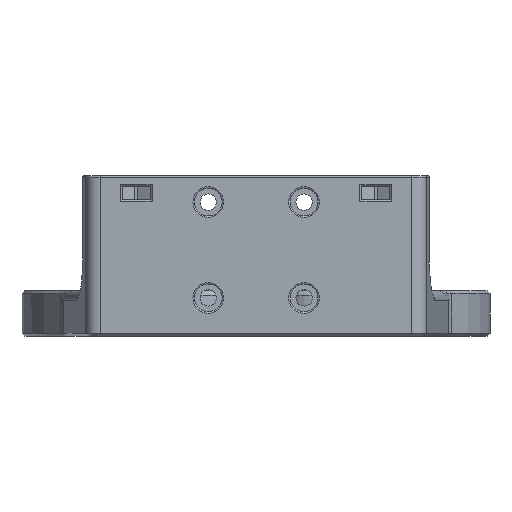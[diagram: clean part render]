
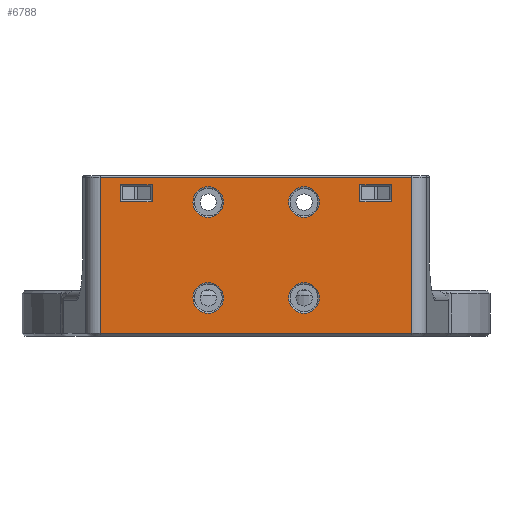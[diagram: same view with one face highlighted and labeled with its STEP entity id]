
A CAD part, front view. The second image highlights one B-rep face of the part: STEP entity #6788.
In plain terms, the highlighted planar face has unit normal (0, -1, 0).
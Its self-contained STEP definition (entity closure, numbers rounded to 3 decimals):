
#62=FACE_BOUND('',#983,.T.);
#63=FACE_BOUND('',#984,.T.);
#64=FACE_BOUND('',#985,.T.);
#65=FACE_BOUND('',#986,.T.);
#66=FACE_BOUND('',#987,.T.);
#67=FACE_BOUND('',#988,.T.);
#196=PLANE('',#7205);
#568=FACE_OUTER_BOUND('',#982,.T.);
#982=EDGE_LOOP('',(#5485,#5486,#5487,#5488));
#983=EDGE_LOOP('',(#5489,#5490,#5491,#5492));
#984=EDGE_LOOP('',(#5493));
#985=EDGE_LOOP('',(#5494));
#986=EDGE_LOOP('',(#5495));
#987=EDGE_LOOP('',(#5496));
#988=EDGE_LOOP('',(#5497,#5498,#5499,#5500));
#1241=CIRCLE('',#7206,3.2);
#1242=CIRCLE('',#7207,3.2);
#1243=CIRCLE('',#7208,3.2);
#1244=CIRCLE('',#7209,3.2);
#2060=LINE('',#14163,#2583);
#2063=LINE('',#14169,#2586);
#2066=LINE('',#14173,#2589);
#2067=LINE('',#14175,#2590);
#2068=LINE('',#14179,#2591);
#2069=LINE('',#14181,#2592);
#2070=LINE('',#14183,#2593);
#2071=LINE('',#14184,#2594);
#2072=LINE('',#14187,#2595);
#2073=LINE('',#14189,#2596);
#2074=LINE('',#14191,#2597);
#2075=LINE('',#14192,#2598);
#2583=VECTOR('',#8312,10.);
#2586=VECTOR('',#8317,10.);
#2589=VECTOR('',#8322,10.);
#2590=VECTOR('',#8325,10.);
#2591=VECTOR('',#8328,10.);
#2592=VECTOR('',#8329,10.);
#2593=VECTOR('',#8330,10.);
#2594=VECTOR('',#8331,10.);
#2595=VECTOR('',#8332,10.);
#2596=VECTOR('',#8333,10.);
#2597=VECTOR('',#8334,10.);
#2598=VECTOR('',#8335,10.);
#3178=VERTEX_POINT('',#14161);
#3179=VERTEX_POINT('',#14162);
#3180=VERTEX_POINT('',#14167);
#3181=VERTEX_POINT('',#14168);
#3182=VERTEX_POINT('',#14177);
#3183=VERTEX_POINT('',#14178);
#3184=VERTEX_POINT('',#14180);
#3185=VERTEX_POINT('',#14182);
#3186=VERTEX_POINT('',#14185);
#3187=VERTEX_POINT('',#14186);
#3188=VERTEX_POINT('',#14188);
#3189=VERTEX_POINT('',#14190);
#3190=VERTEX_POINT('',#14193);
#3191=VERTEX_POINT('',#14195);
#3192=VERTEX_POINT('',#14197);
#3193=VERTEX_POINT('',#14199);
#4030=EDGE_CURVE('',#3178,#3179,#2060,.T.);
#4033=EDGE_CURVE('',#3180,#3181,#2063,.T.);
#4036=EDGE_CURVE('',#3181,#3178,#2066,.T.);
#4037=EDGE_CURVE('',#3179,#3180,#2067,.T.);
#4038=EDGE_CURVE('',#3182,#3183,#2068,.T.);
#4039=EDGE_CURVE('',#3184,#3182,#2069,.T.);
#4040=EDGE_CURVE('',#3185,#3184,#2070,.T.);
#4041=EDGE_CURVE('',#3183,#3185,#2071,.T.);
#4042=EDGE_CURVE('',#3186,#3187,#2072,.T.);
#4043=EDGE_CURVE('',#3188,#3186,#2073,.T.);
#4044=EDGE_CURVE('',#3189,#3188,#2074,.T.);
#4045=EDGE_CURVE('',#3187,#3189,#2075,.T.);
#4046=EDGE_CURVE('',#3190,#3190,#1241,.T.);
#4047=EDGE_CURVE('',#3191,#3191,#1242,.T.);
#4048=EDGE_CURVE('',#3192,#3192,#1243,.T.);
#4049=EDGE_CURVE('',#3193,#3193,#1244,.T.);
#5485=ORIENTED_EDGE('',*,*,#4038,.F.);
#5486=ORIENTED_EDGE('',*,*,#4039,.F.);
#5487=ORIENTED_EDGE('',*,*,#4040,.F.);
#5488=ORIENTED_EDGE('',*,*,#4041,.F.);
#5489=ORIENTED_EDGE('',*,*,#4042,.F.);
#5490=ORIENTED_EDGE('',*,*,#4043,.F.);
#5491=ORIENTED_EDGE('',*,*,#4044,.F.);
#5492=ORIENTED_EDGE('',*,*,#4045,.F.);
#5493=ORIENTED_EDGE('',*,*,#4046,.F.);
#5494=ORIENTED_EDGE('',*,*,#4047,.F.);
#5495=ORIENTED_EDGE('',*,*,#4048,.F.);
#5496=ORIENTED_EDGE('',*,*,#4049,.F.);
#5497=ORIENTED_EDGE('',*,*,#4033,.F.);
#5498=ORIENTED_EDGE('',*,*,#4037,.F.);
#5499=ORIENTED_EDGE('',*,*,#4030,.F.);
#5500=ORIENTED_EDGE('',*,*,#4036,.F.);
#6788=ADVANCED_FACE('',(#568,#62,#63,#64,#65,#66,#67),#196,.T.);
#7205=AXIS2_PLACEMENT_3D('',#14176,#8326,#8327);
#7206=AXIS2_PLACEMENT_3D('',#14194,#8336,#8337);
#7207=AXIS2_PLACEMENT_3D('',#14196,#8338,#8339);
#7208=AXIS2_PLACEMENT_3D('',#14198,#8340,#8341);
#7209=AXIS2_PLACEMENT_3D('',#14200,#8342,#8343);
#8312=DIRECTION('',(0.,0.,-1.));
#8317=DIRECTION('',(0.,0.,1.));
#8322=DIRECTION('',(-1.,0.,0.));
#8325=DIRECTION('',(1.,0.,0.));
#8326=DIRECTION('center_axis',(0.,-1.,0.));
#8327=DIRECTION('ref_axis',(1.,0.,0.));
#8328=DIRECTION('',(-1.,0.,0.));
#8329=DIRECTION('',(0.,0.,-1.));
#8330=DIRECTION('',(1.,0.,0.));
#8331=DIRECTION('',(0.,0.,1.));
#8332=DIRECTION('',(-1.,0.,0.));
#8333=DIRECTION('',(0.,0.,1.));
#8334=DIRECTION('',(1.,0.,0.));
#8335=DIRECTION('',(0.,0.,-1.));
#8336=DIRECTION('center_axis',(0.,-1.,0.));
#8337=DIRECTION('ref_axis',(1.,0.,0.));
#8338=DIRECTION('center_axis',(0.,-1.,0.));
#8339=DIRECTION('ref_axis',(1.,0.,0.));
#8340=DIRECTION('center_axis',(0.,-1.,0.));
#8341=DIRECTION('ref_axis',(1.,0.,0.));
#8342=DIRECTION('center_axis',(0.,-1.,0.));
#8343=DIRECTION('ref_axis',(1.,0.,0.));
#14161=CARTESIAN_POINT('',(-28.325,-65.2,31.65));
#14162=CARTESIAN_POINT('',(-28.325,-65.2,28.1));
#14163=CARTESIAN_POINT('',(-28.325,-65.2,14.25));
#14167=CARTESIAN_POINT('',(-21.675,-65.2,28.1));
#14168=CARTESIAN_POINT('',(-21.675,-65.2,31.65));
#14169=CARTESIAN_POINT('',(-21.675,-65.2,15.625));
#14173=CARTESIAN_POINT('',(-34.063,-65.2,31.65));
#14175=CARTESIAN_POINT('',(-31.138,-65.2,28.1));
#14176=CARTESIAN_POINT('Origin',(-40.2,-65.2,0.));
#14177=CARTESIAN_POINT('',(32.547,-65.2,0.6));
#14178=CARTESIAN_POINT('',(-32.547,-65.2,0.6));
#14179=CARTESIAN_POINT('',(-20.1,-65.2,0.6));
#14180=CARTESIAN_POINT('',(32.547,-65.2,33.2));
#14181=CARTESIAN_POINT('',(32.547,-65.2,4.75));
#14182=CARTESIAN_POINT('',(-32.547,-65.2,33.2));
#14183=CARTESIAN_POINT('',(-20.1,-65.2,33.2));
#14184=CARTESIAN_POINT('',(-32.547,-65.2,4.75));
#14185=CARTESIAN_POINT('',(28.325,-65.2,31.65));
#14186=CARTESIAN_POINT('',(21.675,-65.2,31.65));
#14187=CARTESIAN_POINT('',(-9.063,-65.2,31.65));
#14188=CARTESIAN_POINT('',(28.325,-65.2,28.1));
#14189=CARTESIAN_POINT('',(28.325,-65.2,15.625));
#14190=CARTESIAN_POINT('',(21.675,-65.2,28.1));
#14191=CARTESIAN_POINT('',(-6.138,-65.2,28.1));
#14192=CARTESIAN_POINT('',(21.675,-65.2,14.25));
#14193=CARTESIAN_POINT('',(-9.968,-65.2,4.8));
#14194=CARTESIAN_POINT('Origin',(-9.968,-65.2,8.));
#14195=CARTESIAN_POINT('',(10.032,-65.2,24.8));
#14196=CARTESIAN_POINT('Origin',(10.032,-65.2,28.));
#14197=CARTESIAN_POINT('',(-9.968,-65.2,24.8));
#14198=CARTESIAN_POINT('Origin',(-9.968,-65.2,28.));
#14199=CARTESIAN_POINT('',(10.032,-65.2,4.8));
#14200=CARTESIAN_POINT('Origin',(10.032,-65.2,8.));
